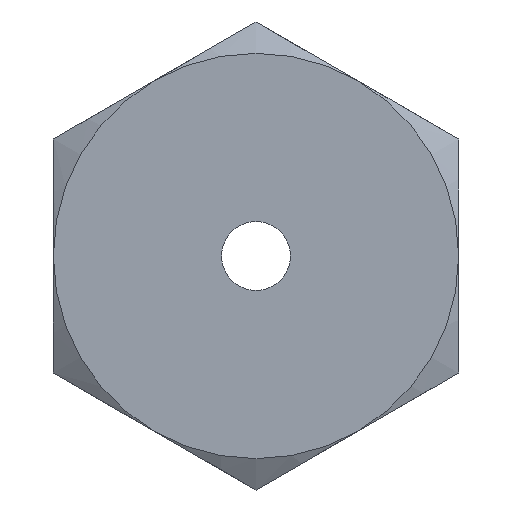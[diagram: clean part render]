
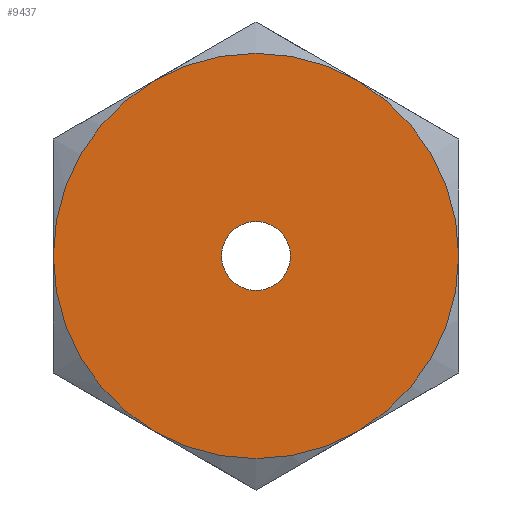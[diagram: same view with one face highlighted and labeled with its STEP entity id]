
A CAD part, left-side view. The second image highlights one B-rep face of the part: STEP entity #9437.
In plain terms, the highlighted planar face has unit normal (-1, 0, 0).
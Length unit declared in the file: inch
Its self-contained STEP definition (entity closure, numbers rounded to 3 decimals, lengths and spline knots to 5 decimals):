
#4421=CARTESIAN_POINT('',(-0.1,0.06175,-0.10695));
#4435=CARTESIAN_POINT('',(-0.1,0.1235,
0.));
#4462=CARTESIAN_POINT('',(-0.1,0.06175,0.10695));
#4476=CARTESIAN_POINT('',(-0.1,0.,0.));
#4477=DIRECTION('',(-1.,0.,0.));
#4478=DIRECTION('',(0.,1.,0.));
#4479=AXIS2_PLACEMENT_3D('',#4476,#4477,#4478);
#4481=CARTESIAN_POINT('',(-0.1,0.,0.));
#4482=DIRECTION('',(-1.,0.,0.));
#4483=DIRECTION('',(0.,0.5,0.866));
#4484=AXIS2_PLACEMENT_3D('',#4481,#4482,#4483);
#4486=CARTESIAN_POINT('',(-0.1,0.,0.));
#4487=DIRECTION('',(-1.,0.,0.));
#4488=DIRECTION('',(0.,-0.5,0.866));
#4489=AXIS2_PLACEMENT_3D('',#4486,#4487,#4488);
#4491=CARTESIAN_POINT('',(-0.1,0.,0.));
#4492=DIRECTION('',(-1.,0.,0.));
#4493=DIRECTION('',(0.,-1.,0.));
#4494=AXIS2_PLACEMENT_3D('',#4491,#4492,#4493);
#4496=CARTESIAN_POINT('',(-0.1,0.,0.));
#4497=DIRECTION('',(-1.,0.,0.));
#4498=DIRECTION('',(0.,-0.5,-0.866));
#4499=AXIS2_PLACEMENT_3D('',#4496,#4497,#4498);
#4501=CARTESIAN_POINT('',(-0.1,0.,0.));
#4502=DIRECTION('',(-1.,0.,0.));
#4503=DIRECTION('',(0.,0.5,-0.866));
#4504=AXIS2_PLACEMENT_3D('',#4501,#4502,#4503);
#4506=CARTESIAN_POINT('',(-0.1,0.,0.));
#4507=DIRECTION('',(1.,0.,0.));
#4508=DIRECTION('',(0.,-1.,0.));
#4509=AXIS2_PLACEMENT_3D('',#4506,#4507,#4508);
#4511=CARTESIAN_POINT('',(-0.1,0.,0.));
#4512=DIRECTION('',(1.,0.,0.));
#4513=DIRECTION('',(0.,1.,0.));
#4514=AXIS2_PLACEMENT_3D('',#4511,#4512,#4513);
#4530=CARTESIAN_POINT('',(-0.1,-0.06175,0.10695));
#4551=CARTESIAN_POINT('',(-0.1,-0.1235,
0.));
#4571=CARTESIAN_POINT('',(-0.1,-0.06175,-0.10695));
#4802=VERTEX_POINT('',#4421);
#4804=VERTEX_POINT('',#4435);
#4807=VERTEX_POINT('',#4462);
#4809=VERTEX_POINT('',#4530);
#4811=VERTEX_POINT('',#4551);
#4812=VERTEX_POINT('',#4571);
#4819=CARTESIAN_POINT('',(-0.1,-0.021,0.));
#4820=CARTESIAN_POINT('',(-0.1,0.021,0.));
#4821=VERTEX_POINT('',#4819);
#4822=VERTEX_POINT('',#4820);
#9418=CARTESIAN_POINT('',(-0.1,0.,0.));
#9419=DIRECTION('',(1.,0.,0.));
#9420=DIRECTION('',(0.,1.,0.));
#9421=AXIS2_PLACEMENT_3D('',#9418,#9419,#9420);
#9422=PLANE('',#9421);
#9423=ORIENTED_EDGE('',*,*,#9316,.F.);
#9424=ORIENTED_EDGE('',*,*,#9386,.F.);
#9425=ORIENTED_EDGE('',*,*,#9399,.F.);
#9426=ORIENTED_EDGE('',*,*,#9413,.F.);
#9427=ORIENTED_EDGE('',*,*,#9343,.F.);
#9428=ORIENTED_EDGE('',*,*,#9327,.F.);
#9429=EDGE_LOOP('',(#9423,#9424,#9425,#9426,#9427,#9428));
#9430=FACE_OUTER_BOUND('',#9429,.F.);
#9432=ORIENTED_EDGE('',*,*,#9431,.F.);
#9434=ORIENTED_EDGE('',*,*,#9433,.F.);
#9435=EDGE_LOOP('',(#9432,#9434));
#9436=FACE_BOUND('',#9435,.F.);
#4480=CIRCLE('',#4479,0.1235);
#4485=CIRCLE('',#4484,0.1235);
#4490=CIRCLE('',#4489,0.1235);
#4495=CIRCLE('',#4494,0.1235);
#4500=CIRCLE('',#4499,0.1235);
#4505=CIRCLE('',#4504,0.1235);
#4510=CIRCLE('',#4509,0.021);
#4515=CIRCLE('',#4514,0.021);
#9316=EDGE_CURVE('',#4804,#4802,#4480,.T.);
#9327=EDGE_CURVE('',#4802,#4812,#4505,.T.);
#9343=EDGE_CURVE('',#4812,#4811,#4500,.T.);
#9386=EDGE_CURVE('',#4807,#4804,#4485,.T.);
#9399=EDGE_CURVE('',#4809,#4807,#4490,.T.);
#9413=EDGE_CURVE('',#4811,#4809,#4495,.T.);
#9431=EDGE_CURVE('',#4821,#4822,#4510,.T.);
#9433=EDGE_CURVE('',#4822,#4821,#4515,.T.);
#9437=ADVANCED_FACE('',(#9430,#9436),#9422,.F.);
